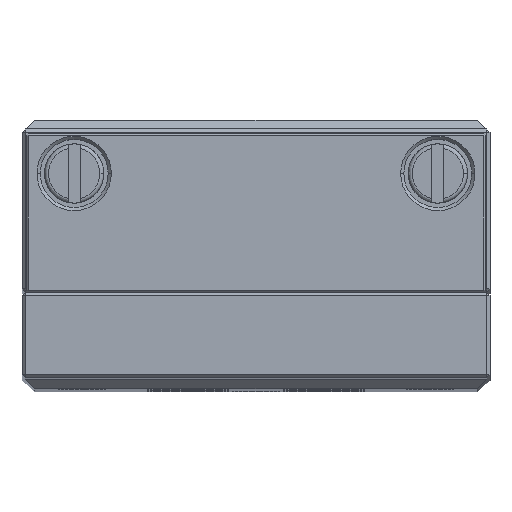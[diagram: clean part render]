
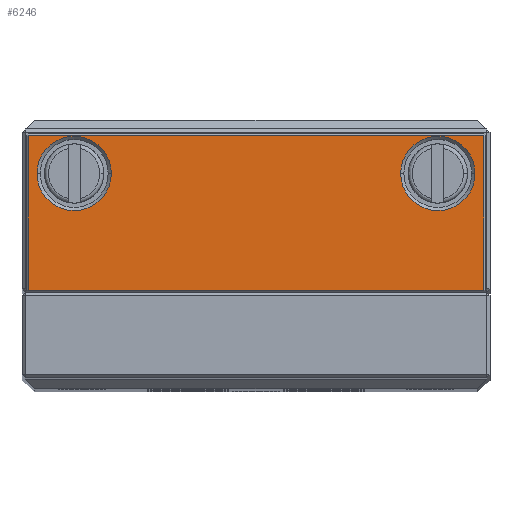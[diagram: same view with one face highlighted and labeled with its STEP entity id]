
A CAD part, top view. The second image highlights one B-rep face of the part: STEP entity #6246.
In plain terms, the highlighted planar face has unit normal (0, 0, 1).
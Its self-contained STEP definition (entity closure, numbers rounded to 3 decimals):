
#4197=FACE_BOUND('',#9444,.T.);
#4198=FACE_BOUND('',#9445,.T.);
#4199=FACE_BOUND('',#9446,.T.);
#4515=PLANE('',#31607);
#6246=ADVANCED_FACE('',(#4197,#4198,#4199),#4515,.T.);
#9444=EDGE_LOOP('',(#16459,#16460,#16461,#16462));
#9445=EDGE_LOOP('',(#16463,#16464));
#9446=EDGE_LOOP('',(#16465,#16466));
#11237=LINE('',#41288,#13792);
#11238=LINE('',#41291,#13793);
#11239=LINE('',#41293,#13794);
#11240=LINE('',#41295,#13795);
#13792=VECTOR('',#34010,1.);
#13793=VECTOR('',#34011,1.);
#13794=VECTOR('',#34012,1.);
#13795=VECTOR('',#34013,1.);
#16459=ORIENTED_EDGE('',*,*,#26773,.T.);
#16460=ORIENTED_EDGE('',*,*,#26774,.T.);
#16461=ORIENTED_EDGE('',*,*,#26775,.T.);
#16462=ORIENTED_EDGE('',*,*,#26776,.T.);
#16463=ORIENTED_EDGE('',*,*,#26703,.T.);
#16464=ORIENTED_EDGE('',*,*,#26772,.T.);
#16465=ORIENTED_EDGE('',*,*,#26707,.T.);
#16466=ORIENTED_EDGE('',*,*,#26771,.T.);
#24171=VERTEX_POINT('',#41024);
#24172=VERTEX_POINT('',#41026);
#24175=VERTEX_POINT('',#41033);
#24176=VERTEX_POINT('',#41035);
#24215=VERTEX_POINT('',#41289);
#24216=VERTEX_POINT('',#41290);
#24217=VERTEX_POINT('',#41292);
#24218=VERTEX_POINT('',#41294);
#26703=EDGE_CURVE('',#24172,#24171,#30627,.T.);
#26707=EDGE_CURVE('',#24176,#24175,#30629,.T.);
#26771=EDGE_CURVE('',#24175,#24176,#30660,.T.);
#26772=EDGE_CURVE('',#24171,#24172,#30661,.T.);
#26773=EDGE_CURVE('',#24215,#24216,#11237,.T.);
#26774=EDGE_CURVE('',#24216,#24217,#11238,.T.);
#26775=EDGE_CURVE('',#24217,#24218,#11239,.T.);
#26776=EDGE_CURVE('',#24218,#24215,#11240,.T.);
#30627=CIRCLE('',#31542,2.35);
#30629=CIRCLE('',#31545,2.35);
#30660=CIRCLE('',#31603,2.35);
#30661=CIRCLE('',#31605,2.35);
#31542=AXIS2_PLACEMENT_3D('',#41025,#33853,#33854);
#31545=AXIS2_PLACEMENT_3D('',#41034,#33861,#33862);
#31603=AXIS2_PLACEMENT_3D('',#41284,#34002,#34003);
#31605=AXIS2_PLACEMENT_3D('',#41286,#34006,#34007);
#31607=AXIS2_PLACEMENT_3D('',#41296,#34014,#34015);
#33853=DIRECTION('',(0.,0.,-1.));
#33854=DIRECTION('',(1.,0.,0.));
#33861=DIRECTION('',(0.,0.,-1.));
#33862=DIRECTION('',(1.,0.,0.));
#34002=DIRECTION('',(0.,0.,-1.));
#34003=DIRECTION('',(1.,0.,0.));
#34006=DIRECTION('',(0.,0.,-1.));
#34007=DIRECTION('',(1.,0.,0.));
#34010=DIRECTION('',(0.,-1.,0.));
#34011=DIRECTION('',(1.,0.,0.));
#34012=DIRECTION('',(0.,1.,0.));
#34013=DIRECTION('',(-1.,0.,0.));
#34014=DIRECTION('',(0.,0.,1.));
#34015=DIRECTION('',(-1.,0.,0.));
#41024=CARTESIAN_POINT('',(9.15,13.58,81.));
#41025=CARTESIAN_POINT('',(11.5,13.58,81.));
#41026=CARTESIAN_POINT('',(13.85,13.58,81.));
#41033=CARTESIAN_POINT('',(-13.85,13.58,81.));
#41034=CARTESIAN_POINT('',(-11.5,13.58,81.));
#41035=CARTESIAN_POINT('',(-9.15,13.58,81.));
#41284=CARTESIAN_POINT('',(-11.5,13.58,81.));
#41286=CARTESIAN_POINT('',(11.5,13.58,81.));
#41288=CARTESIAN_POINT('',(-14.4,6.08,81.));
#41289=CARTESIAN_POINT('',(-14.4,15.98,81.));
#41290=CARTESIAN_POINT('',(-14.4,6.18,81.));
#41291=CARTESIAN_POINT('',(14.5,6.18,81.));
#41292=CARTESIAN_POINT('',(14.4,6.18,81.));
#41293=CARTESIAN_POINT('',(14.4,16.08,81.));
#41294=CARTESIAN_POINT('',(14.4,15.98,81.));
#41295=CARTESIAN_POINT('',(-14.5,15.98,81.));
#41296=CARTESIAN_POINT('',(-14.5,6.08,81.));
